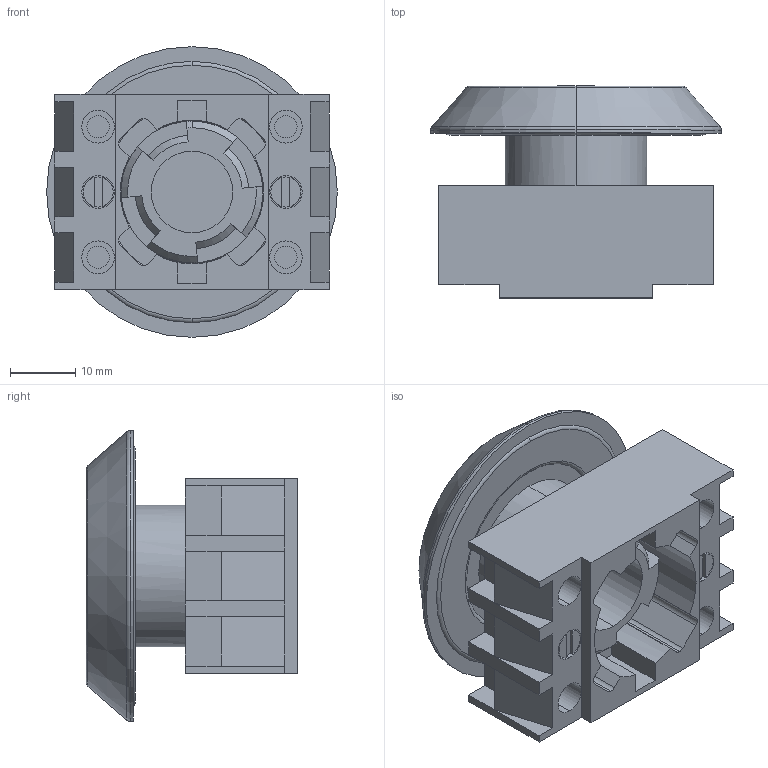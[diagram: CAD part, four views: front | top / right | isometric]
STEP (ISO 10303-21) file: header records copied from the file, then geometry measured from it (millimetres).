
FILE_DESCRIPTION (( 'STEP AP214' ), '1' );
FILE_NAME ('NB.step', '2016-03-21T12:40:52', ( '' ), ( '' ), 'SwSTEP 2.0', 'SolidWorks 2015', '' );
FILE_SCHEMA (( 'AUTOMOTIVE_DESIGN' ));
Length unit declared in the file: millimetre
Products named in the file (1): NB
Bounding box: 44.5 x 32.4 x 44.5 mm (x, y, z)
Volume: 23156.9 mm3; surface area: 15082.9 mm2
Topology: 6 solids, 6 shells, 206 faces, 523 edges, 337 vertices
Faces by surface type: plane 124, cylinder 63, cone 11, torus 8
Entity records: 6339 total; most frequent: CARTESIAN_POINT 1115, DIRECTION 1102, ORIENTED_EDGE 1046, EDGE_CURVE 523, AXIS2_PLACEMENT_3D 388, VERTEX_POINT 337, VECTOR 326, LINE 326
